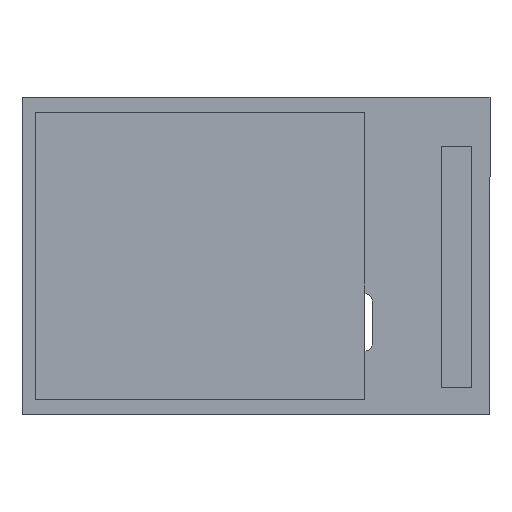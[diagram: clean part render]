
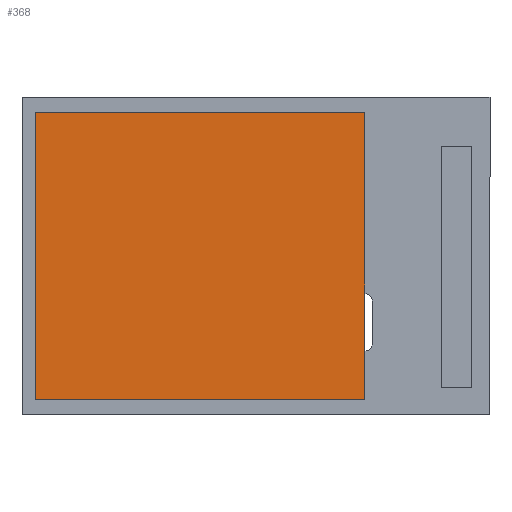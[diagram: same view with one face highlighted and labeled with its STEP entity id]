
A CAD part, top view. The second image highlights one B-rep face of the part: STEP entity #368.
In plain terms, the highlighted planar face has unit normal (0, 0, 1).
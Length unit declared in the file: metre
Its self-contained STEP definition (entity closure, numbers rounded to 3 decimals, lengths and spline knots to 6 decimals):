
#39=ORIENTED_EDGE('',*,*,#135,.T.);
#40=ORIENTED_EDGE('',*,*,#136,.T.);
#41=ORIENTED_EDGE('',*,*,#137,.T.);
#42=ORIENTED_EDGE('',*,*,#138,.T.);
#135=EDGE_CURVE('',#183,#184,#215,.T.);
#136=EDGE_CURVE('',#184,#185,#216,.T.);
#137=EDGE_CURVE('',#185,#186,#217,.T.);
#138=EDGE_CURVE('',#186,#183,#218,.T.);
#183=VERTEX_POINT('',#580);
#184=VERTEX_POINT('',#581);
#185=VERTEX_POINT('',#583);
#186=VERTEX_POINT('',#585);
#215=LINE('',#579,#259);
#216=LINE('',#582,#260);
#217=LINE('',#584,#261);
#218=LINE('',#586,#262);
#259=VECTOR('',#474,1.);
#260=VECTOR('',#475,1.);
#261=VECTOR('',#476,1.);
#262=VECTOR('',#477,1.);
#300=EDGE_LOOP('',(#39,#40,#41,#42));
#324=FACE_BOUND('',#300,.T.);
#348=PLANE('',#436);
#368=ADVANCED_FACE('',(#324),#348,.T.);
#436=AXIS2_PLACEMENT_3D('',#578,#472,#473);
#472=DIRECTION('',(0.,0.,1.));
#473=DIRECTION('',(1.,0.,0.));
#474=DIRECTION('',(0.,-1.,0.));
#475=DIRECTION('',(1.,0.,0.));
#476=DIRECTION('',(0.,1.,0.));
#477=DIRECTION('',(-1.,0.,0.));
#578=CARTESIAN_POINT('',(0.,0.,0.002));
#579=CARTESIAN_POINT('',(-0.00475,0.0036,0.002));
#580=CARTESIAN_POINT('',(-0.00475,0.0036,0.002));
#581=CARTESIAN_POINT('',(-0.00475,-0.0073,0.002));
#582=CARTESIAN_POINT('',(-0.00475,-0.0073,0.002));
#583=CARTESIAN_POINT('',(0.00475,-0.0073,0.002));
#584=CARTESIAN_POINT('',(0.00475,-0.0073,0.002));
#585=CARTESIAN_POINT('',(0.00475,0.0036,0.002));
#586=CARTESIAN_POINT('',(0.00475,0.0036,0.002));
